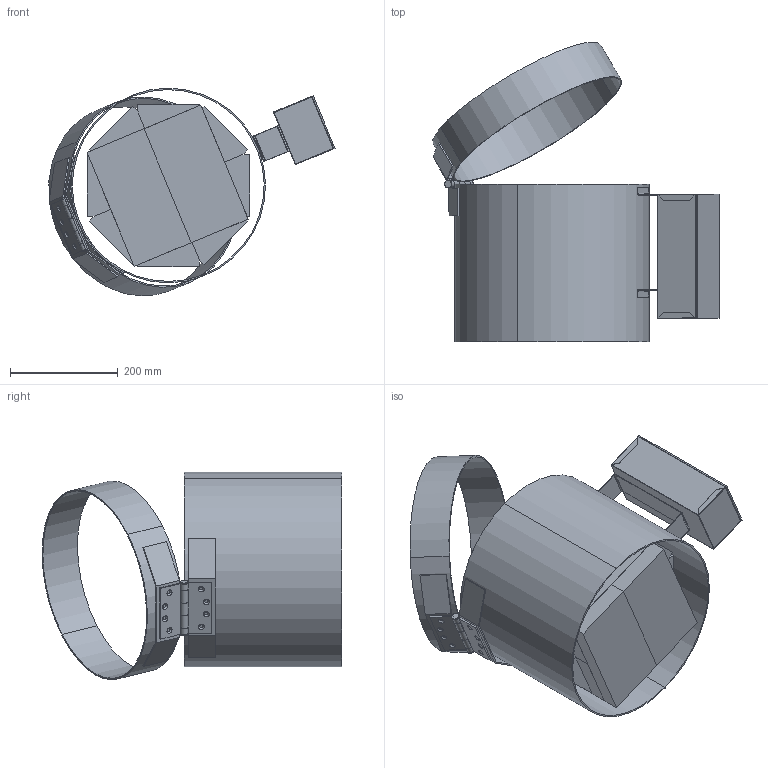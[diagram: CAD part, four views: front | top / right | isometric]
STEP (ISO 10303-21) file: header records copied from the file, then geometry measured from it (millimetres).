
FILE_DESCRIPTION (( 'STEP AP203' ), '1' );
FILE_NAME ('round foundry.STEP', '2020-10-08T14:12:26', ( '' ), ( '' ), 'SwSTEP 2.0', 'SolidWorks 2017', '' );
FILE_SCHEMA (( 'CONFIG_CONTROL_DESIGN' ));
Length unit declared in the file: inch
Products named in the file (13): electronics mount; electronics cover; 1494A530_STEEL MORTISE-MNT TEMPLATE HINGE W O BEARING2_1494A53; elecrtonics box; hard fire brick; shell lid; soft fire brick round; shell; round foundry; soft fire brick round3; 1494A530_STEEL MORTISE-MNT TEMPLATE HINGE W O BEARING_1494A53; hinge mount; soft fire brick round 2
Assembly tree (21 placements, depth 2):
  round foundry
    soft fire brick round  x6
    shell
    hard fire brick  x4
    soft fire brick round 2
    soft fire brick round3
    shell lid
    1494A530_STEEL MORTISE-MNT TEMPLATE HINGE W O BEARING2_1494A53
    hinge mount  x2
    1494A530_STEEL MORTISE-MNT TEMPLATE HINGE W O BEARING_1494A53
    electronics mount
    elecrtonics box
    electronics cover
Bounding box: 530.16 x 555.48 x 384.7 mm (x, y, z)
Volume: 15820664.4 mm3; surface area: 2189765 mm2
Topology: 28 solids, 28 shells, 494 faces, 1180 edges, 744 vertices
Faces by surface type: plane 362, cylinder 104, cone 16, bspline 12
Entity records: 12241 total; most frequent: CARTESIAN_POINT 2256, DIRECTION 1726, ORIENTED_EDGE 1700, EDGE_CURVE 850, LINE 602, VECTOR 602, AXIS2_PLACEMENT_3D 562, VERTEX_POINT 524
